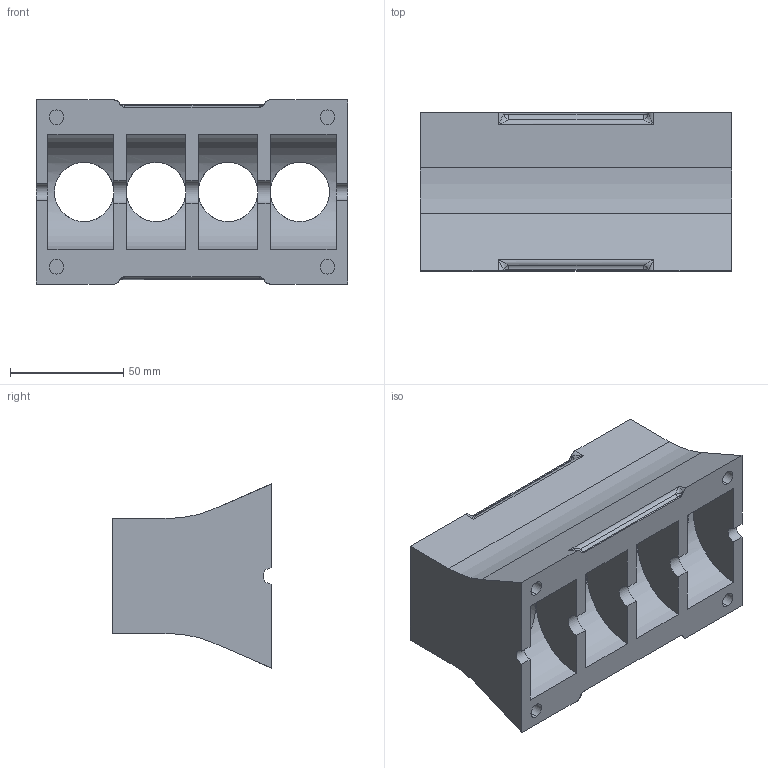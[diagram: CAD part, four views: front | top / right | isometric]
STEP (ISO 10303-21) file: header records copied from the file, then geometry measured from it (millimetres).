
FILE_DESCRIPTION (( 'STEP AP214' ), '1' );
FILE_NAME ('Engine Block.STEP', '2023-03-31T20:13:41', ( '' ), ( '' ), 'SwSTEP 2.0', 'SolidWorks 2022', '' );
FILE_SCHEMA (( 'AUTOMOTIVE_DESIGN' ));
Length unit declared in the file: inch
Products named in the file (1): Engine Block
Bounding box: 137.41 x 69.85 x 81.25 mm (x, y, z)
Volume: 347278.1 mm3; surface area: 69483.4 mm2
Topology: 1 solids, 1 shells, 107 faces, 273 edges, 164 vertices
Faces by surface type: cylinder 58, plane 29, bspline 12, sphere 8
Entity records: 3901 total; most frequent: CARTESIAN_POINT 1401, ORIENTED_EDGE 530, DIRECTION 509, EDGE_CURVE 265, AXIS2_PLACEMENT_3D 196, VERTEX_POINT 164, EDGE_LOOP 119, VECTOR 117
